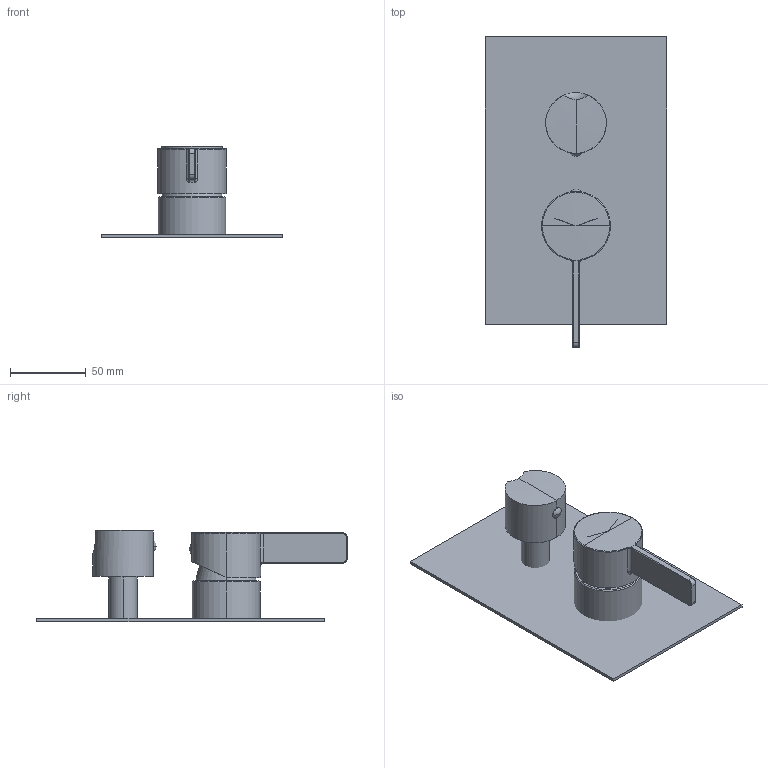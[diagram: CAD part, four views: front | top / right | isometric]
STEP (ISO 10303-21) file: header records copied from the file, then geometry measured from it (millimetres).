
FILE_DESCRIPTION((''),'2;1');
FILE_NAME('RO018CR-M','2021-01-15T14:50:15',('ut3'),('PAFFONI SpA'),'CREO PARAMETRIC BY PTC INC, 2020044','CREO PARAMETRIC BY PTC INC, 2020044','');
FILE_SCHEMA(('CONFIG_CONTROL_DESIGN','SHAPE_APPEARANCE_LAYERS_GROUPS'));
Length unit declared in the file: millimetre
Products named in the file (1): RO018CR-M
Bounding box: 120 x 205 x 60.25 mm (x, y, z)
Surface area: 73636.4 mm2 (no closed solid volume)
Topology: 0 solids, 8 shells, 65 faces, 159 edges, 95 vertices
Faces by surface type: cylinder 21, plane 17, cone 8, torus 8, bspline 6, sphere 5
Entity records: 2715 total; most frequent: CARTESIAN_POINT 740, DIRECTION 319, ORIENTED_EDGE 286, EDGE_CURVE 151, AXIS2_PLACEMENT_3D 132, VERTEX_POINT 95, CIRCLE 73, EDGE_LOOP 65
